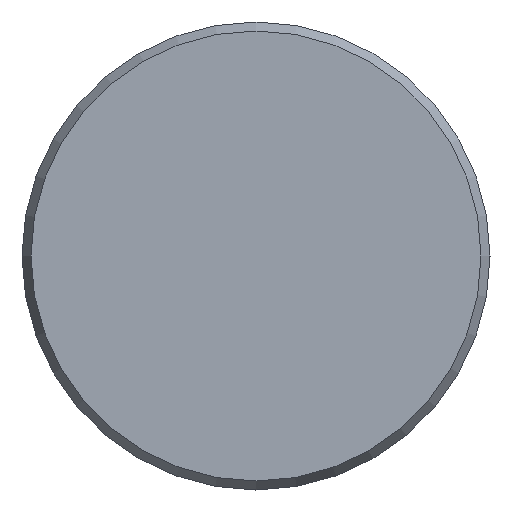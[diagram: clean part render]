
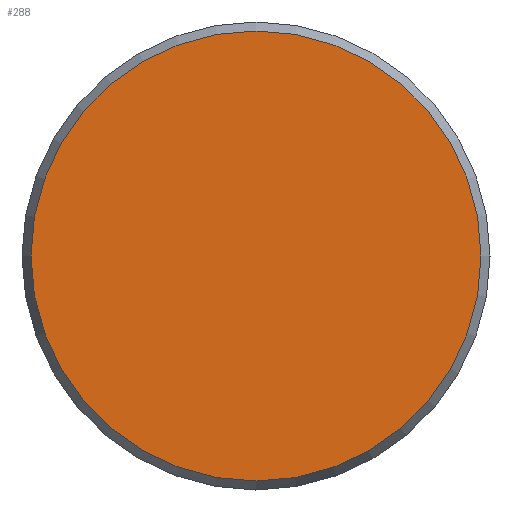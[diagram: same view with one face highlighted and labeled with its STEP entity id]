
A CAD part, left-side view. The second image highlights one B-rep face of the part: STEP entity #288.
In plain terms, the highlighted planar face has unit normal (-1, 0, 0).
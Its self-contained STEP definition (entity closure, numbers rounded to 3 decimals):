
#7 = AXIS2_PLACEMENT_3D ( 'NONE', #159, #181, #235 ) ;
#15 = VERTEX_POINT ( 'NONE', #205 ) ;
#24 = PLANE ( 'NONE',  #7 ) ;
#27 = DIRECTION ( 'NONE',  ( 0., 0., 1. ) ) ;
#34 = CIRCLE ( 'NONE', #59, 14.423 ) ;
#59 = AXIS2_PLACEMENT_3D ( 'NONE', #178, #94, #27 ) ;
#94 = DIRECTION ( 'NONE',  ( -1., 0., 0. ) ) ;
#159 = CARTESIAN_POINT ( 'NONE',  ( -32.5, 14.423, 0. ) ) ;
#169 = EDGE_LOOP ( 'NONE', ( #299 ) ) ;
#178 = CARTESIAN_POINT ( 'NONE',  ( -32.5, 0., 0. ) ) ;
#181 = DIRECTION ( 'NONE',  ( 1., 0., 0. ) ) ;
#205 = CARTESIAN_POINT ( 'NONE',  ( -32.5, 0., 14.423 ) ) ;
#233 = FACE_OUTER_BOUND ( 'NONE', #169, .T. ) ;
#235 = DIRECTION ( 'NONE',  ( 0., 0., -1. ) ) ;
#237 = EDGE_CURVE ( 'NONE', #15, #15, #34, .T. ) ;
#288 = ADVANCED_FACE ( 'NONE', ( #233 ), #24, .F. ) ;
#299 = ORIENTED_EDGE ( 'NONE', *, *, #237, .T. ) ;
